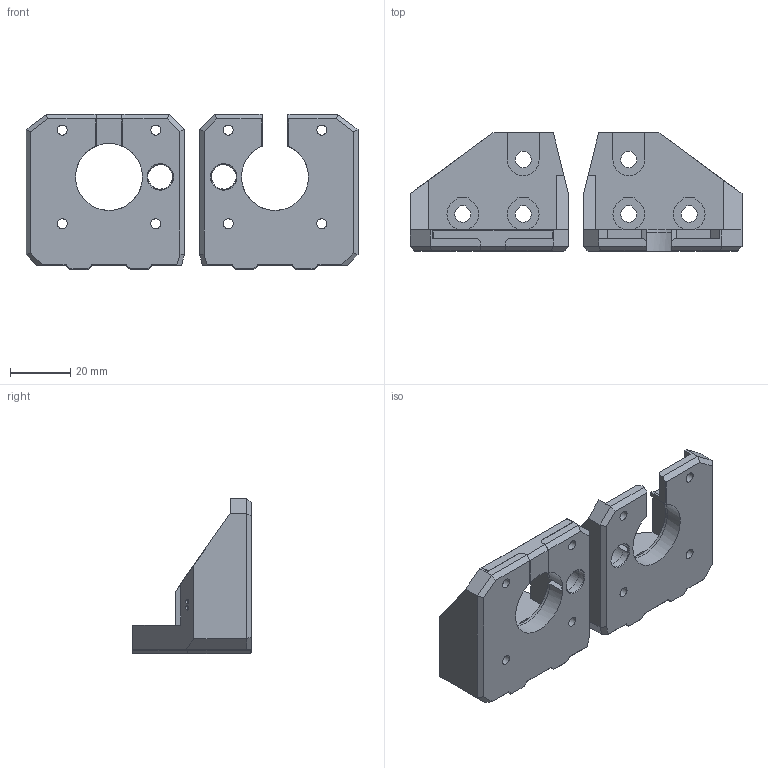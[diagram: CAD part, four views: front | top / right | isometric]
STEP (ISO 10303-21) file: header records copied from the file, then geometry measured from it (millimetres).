
FILE_DESCRIPTION(/* description */ (''),/* implementation_level */ '2;1');
FILE_NAME(/* name */ 'z_motor_mount.step',/* time_stamp */ '2018-01-16T14:15:44+01:00',/* author */ ('gregsaun'),/* organization */ (''),/* preprocessor_version */ 'ST-DEVELOPER v16.13',/* originating_system */ 'Autodesk Translation Framework v6.5.0.72',/* authorisation */ '');
FILE_SCHEMA (('AUTOMOTIVE_DESIGN { 1 0 10303 214 3 1 1 }'));
Length unit declared in the file: millimetre
Products named in the file (5): z_motor_mount; z_motor_mount_front; z_motor_mounts; z_motor_mount(Mirror); z_motor_mount_1
Assembly tree (4 placements, depth 3):
  z_motor_mount
    z_motor_mount_front
    z_motor_mounts
      z_motor_mount(Mirror)
      z_motor_mount_1
Bounding box: 110 x 39.2 x 51.4 mm (x, y, z)
Volume: 55731 mm3; surface area: 23908 mm2
Topology: 3 solids, 15 shells, 333 faces, 849 edges, 550 vertices
Faces by surface type: plane 279, cylinder 40, cone 14
Full cylindrical faces by diameter (mm): 1.5 x6, 3.3 x10
Entity records: 10082 total; most frequent: CARTESIAN_POINT 1787, ORIENTED_EDGE 1698, DIRECTION 1632, EDGE_CURVE 849, LINE 710, VECTOR 710, VERTEX_POINT 550, AXIS2_PLACEMENT_3D 461
